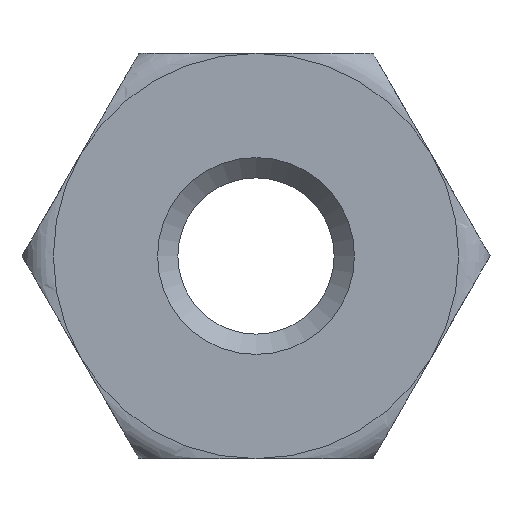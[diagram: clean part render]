
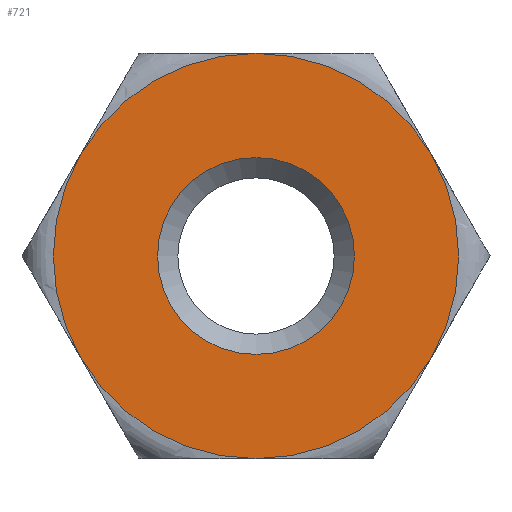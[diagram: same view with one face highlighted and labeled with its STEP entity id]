
A CAD part, front view. The second image highlights one B-rep face of the part: STEP entity #721.
In plain terms, the highlighted planar face has unit normal (0, -1, 0).
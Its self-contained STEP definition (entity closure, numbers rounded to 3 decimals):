
#16 = CIRCLE ( 'NONE', #513, 1.75 ) ;
#24 = EDGE_CURVE ( 'NONE', #365, #494, #429, .T. ) ;
#33 = DIRECTION ( 'NONE',  ( 0., 0., 1. ) ) ;
#35 = ORIENTED_EDGE ( 'NONE', *, *, #281, .F. ) ;
#40 = CARTESIAN_POINT ( 'NONE',  ( 0., -0.7, 1.75 ) ) ;
#49 = DIRECTION ( 'NONE',  ( -1., 0., 0. ) ) ;
#56 = VERTEX_POINT ( 'NONE', #399 ) ;
#70 = AXIS2_PLACEMENT_3D ( 'NONE', #404, #662, #133 ) ;
#72 = DIRECTION ( 'NONE',  ( 1., 0., 0. ) ) ;
#88 = ORIENTED_EDGE ( 'NONE', *, *, #421, .T. ) ;
#89 = ORIENTED_EDGE ( 'NONE', *, *, #349, .F. ) ;
#111 = VERTEX_POINT ( 'NONE', #771 ) ;
#119 = EDGE_CURVE ( 'NONE', #111, #56, #259, .T. ) ;
#133 = DIRECTION ( 'NONE',  ( 1., 0., 0. ) ) ;
#136 = PLANE ( 'NONE',  #687 ) ;
#139 = AXIS2_PLACEMENT_3D ( 'NONE', #544, #738, #33 ) ;
#181 = DIRECTION ( 'NONE',  ( 0., 1., 0. ) ) ;
#232 = VERTEX_POINT ( 'NONE', #256 ) ;
#256 = CARTESIAN_POINT ( 'NONE',  ( 1.516, -0.7, 0.875 ) ) ;
#258 = CARTESIAN_POINT ( 'NONE',  ( 0., -0.7, 0. ) ) ;
#259 = CIRCLE ( 'NONE', #747, 1.75 ) ;
#264 = DIRECTION ( 'NONE',  ( 1., 0., 0. ) ) ;
#280 = CARTESIAN_POINT ( 'NONE',  ( 0., -0.7, 0.85 ) ) ;
#281 = EDGE_CURVE ( 'NONE', #411, #111, #16, .T. ) ;
#315 = CARTESIAN_POINT ( 'NONE',  ( 0., -0.7, 0. ) ) ;
#319 = ORIENTED_EDGE ( 'NONE', *, *, #119, .F. ) ;
#337 = DIRECTION ( 'NONE',  ( 0., 1., 0. ) ) ;
#339 = DIRECTION ( 'NONE',  ( 0., 1., 0. ) ) ;
#341 = CARTESIAN_POINT ( 'NONE',  ( -1.516, -0.7, 0.875 ) ) ;
#349 = EDGE_CURVE ( 'NONE', #232, #411, #645, .T. ) ;
#365 = VERTEX_POINT ( 'NONE', #341 ) ;
#399 = CARTESIAN_POINT ( 'NONE',  ( -1.516, -0.7, -0.875 ) ) ;
#401 = CARTESIAN_POINT ( 'NONE',  ( 0., -0.7, 0. ) ) ;
#404 = CARTESIAN_POINT ( 'NONE',  ( 0., -0.7, 0. ) ) ;
#411 = VERTEX_POINT ( 'NONE', #672 ) ;
#421 = EDGE_CURVE ( 'NONE', #739, #739, #686, .T. ) ;
#422 = AXIS2_PLACEMENT_3D ( 'NONE', #315, #181, #767 ) ;
#429 = CIRCLE ( 'NONE', #632, 1.75 ) ;
#452 = FACE_BOUND ( 'NONE', #823, .T. ) ;
#494 = VERTEX_POINT ( 'NONE', #40 ) ;
#513 = AXIS2_PLACEMENT_3D ( 'NONE', #521, #600, #264 ) ;
#516 = DIRECTION ( 'NONE',  ( 1., 0., 0. ) ) ;
#521 = CARTESIAN_POINT ( 'NONE',  ( 0., -0.7, 0. ) ) ;
#544 = CARTESIAN_POINT ( 'NONE',  ( 0., -0.7, 0. ) ) ;
#576 = EDGE_CURVE ( 'NONE', #56, #365, #810, .T. ) ;
#584 = DIRECTION ( 'NONE',  ( 0., 0., 1. ) ) ;
#593 = EDGE_LOOP ( 'NONE', ( #35, #89, #603, #801, #607, #319 ) ) ;
#600 = DIRECTION ( 'NONE',  ( 0., 1., 0. ) ) ;
#603 = ORIENTED_EDGE ( 'NONE', *, *, #749, .F. ) ;
#607 = ORIENTED_EDGE ( 'NONE', *, *, #576, .F. ) ;
#632 = AXIS2_PLACEMENT_3D ( 'NONE', #815, #694, #49 ) ;
#645 = CIRCLE ( 'NONE', #70, 1.75 ) ;
#662 = DIRECTION ( 'NONE',  ( 0., 1., 0. ) ) ;
#663 = CIRCLE ( 'NONE', #822, 1.75 ) ;
#672 = CARTESIAN_POINT ( 'NONE',  ( 1.516, -0.7, -0.875 ) ) ;
#686 = CIRCLE ( 'NONE', #139, 0.85 ) ;
#687 = AXIS2_PLACEMENT_3D ( 'NONE', #716, #337, #584 ) ;
#694 = DIRECTION ( 'NONE',  ( 0., 1., 0. ) ) ;
#709 = DIRECTION ( 'NONE',  ( 0., 1., 0. ) ) ;
#710 = FACE_OUTER_BOUND ( 'NONE', #593, .T. ) ;
#716 = CARTESIAN_POINT ( 'NONE',  ( 0., -0.7, 0. ) ) ;
#721 = ADVANCED_FACE ( 'NONE', ( #452, #710 ), #136, .F. ) ;
#738 = DIRECTION ( 'NONE',  ( 0., 1., 0. ) ) ;
#739 = VERTEX_POINT ( 'NONE', #280 ) ;
#747 = AXIS2_PLACEMENT_3D ( 'NONE', #258, #709, #72 ) ;
#749 = EDGE_CURVE ( 'NONE', #494, #232, #663, .T. ) ;
#767 = DIRECTION ( 'NONE',  ( 1., 0., 0. ) ) ;
#771 = CARTESIAN_POINT ( 'NONE',  ( 0., -0.7, -1.75 ) ) ;
#801 = ORIENTED_EDGE ( 'NONE', *, *, #24, .F. ) ;
#810 = CIRCLE ( 'NONE', #422, 1.75 ) ;
#815 = CARTESIAN_POINT ( 'NONE',  ( 0., -0.7, 0. ) ) ;
#822 = AXIS2_PLACEMENT_3D ( 'NONE', #401, #339, #516 ) ;
#823 = EDGE_LOOP ( 'NONE', ( #88 ) ) ;
